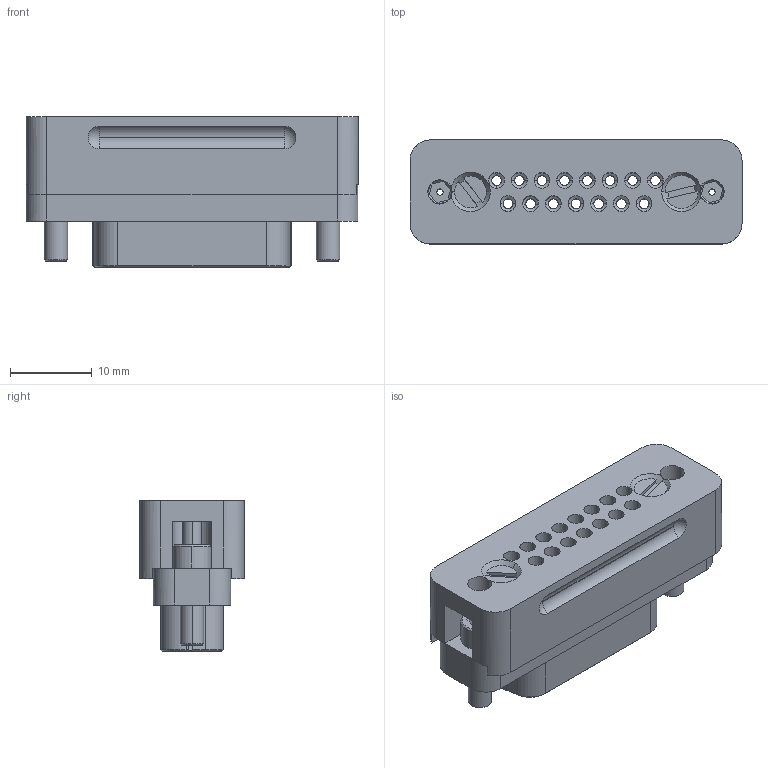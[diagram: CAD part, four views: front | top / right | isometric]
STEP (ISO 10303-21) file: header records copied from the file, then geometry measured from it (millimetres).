
FILE_DESCRIPTION (( 'STEP AP203' ), '1' );
FILE_NAME ('110902 ACCU-GLASS PRODUCTS, INC.STEP', '2009-05-18T17:00:13', ( ' ' ), ( ' ' ), 'SwSTEP 2.0', 'SolidWorks 2006004', '' );
FILE_SCHEMA (( 'CONFIG_CONTROL_DESIGN' ));
Length unit declared in the file: inch
Products named in the file (1): 110902 ACCU-GLASS PRODUCTS, INC
Bounding box: 40.51 x 12.7 x 18.41 mm (x, y, z)
Volume: 5871.8 mm3; surface area: 5234.1 mm2
Topology: 1 solids, 1 shells, 377 faces, 898 edges, 549 vertices
Faces by surface type: cylinder 168, cone 109, plane 96, torus 4
Entity records: 11292 total; most frequent: CARTESIAN_POINT 2273, DIRECTION 1965, ORIENTED_EDGE 1796, EDGE_CURVE 898, AXIS2_PLACEMENT_3D 767, VERTEX_POINT 549, EDGE_LOOP 441, VECTOR 431
